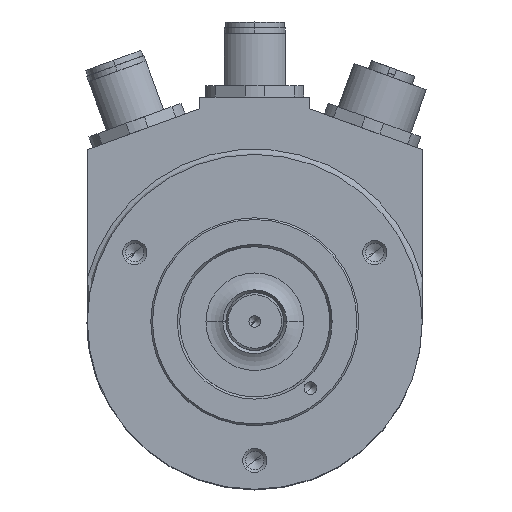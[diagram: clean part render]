
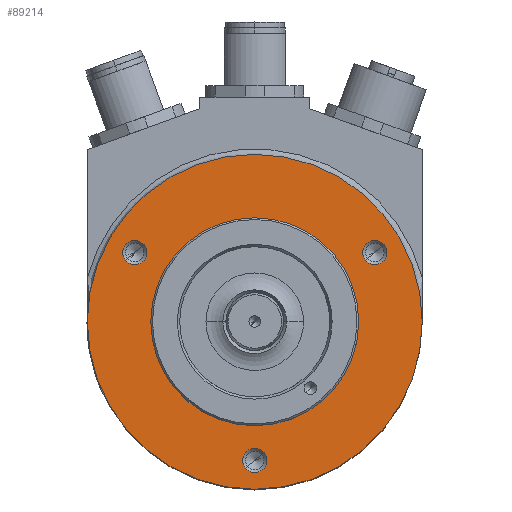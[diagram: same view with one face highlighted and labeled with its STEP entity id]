
A CAD part, top view. The second image highlights one B-rep face of the part: STEP entity #89214.
In plain terms, the highlighted planar face has unit normal (0, 0, 1).
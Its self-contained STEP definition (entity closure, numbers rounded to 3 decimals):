
#8339=CARTESIAN_POINT('',(0.,0.,15.5));
#8340=DIRECTION('',(0.,0.,-1.));
#8341=DIRECTION('',(-0.766,-0.643,0.));
#8342=AXIS2_PLACEMENT_3D('',#8339,#8340,#8341);
#8344=CARTESIAN_POINT('',(0.,0.,15.5));
#8345=DIRECTION('',(0.,0.,-1.));
#8346=DIRECTION('',(0.766,0.643,0.));
#8347=AXIS2_PLACEMENT_3D('',#8344,#8345,#8346);
#8349=CARTESIAN_POINT('',(0.,0.,15.5));
#8350=DIRECTION('',(0.,0.,1.));
#8351=DIRECTION('',(0.866,0.5,0.));
#8352=AXIS2_PLACEMENT_3D('',#8349,#8350,#8351);
#8354=CARTESIAN_POINT('',(0.,0.,15.5));
#8355=DIRECTION('',(0.,0.,1.));
#8356=DIRECTION('',(-0.866,-0.5,0.));
#8357=AXIS2_PLACEMENT_3D('',#8354,#8355,#8356);
#8359=CARTESIAN_POINT('',(20.785,12.,15.5));
#8360=DIRECTION('',(0.,0.,1.));
#8361=DIRECTION('',(0.766,0.643,0.));
#8362=AXIS2_PLACEMENT_3D('',#8359,#8360,#8361);
#8364=CARTESIAN_POINT('',(20.785,12.,15.5));
#8365=DIRECTION('',(0.,0.,1.));
#8366=DIRECTION('',(-0.766,-0.643,0.));
#8367=AXIS2_PLACEMENT_3D('',#8364,#8365,#8366);
#8369=CARTESIAN_POINT('',(-20.785,12.,15.5));
#8370=DIRECTION('',(0.,0.,1.));
#8371=DIRECTION('',(0.766,0.643,0.));
#8372=AXIS2_PLACEMENT_3D('',#8369,#8370,#8371);
#8374=CARTESIAN_POINT('',(-20.785,12.,15.5));
#8375=DIRECTION('',(0.,0.,1.));
#8376=DIRECTION('',(-0.766,-0.643,0.));
#8377=AXIS2_PLACEMENT_3D('',#8374,#8375,#8376);
#8379=CARTESIAN_POINT('',(0.,-24.,15.5));
#8380=DIRECTION('',(0.,0.,1.));
#8381=DIRECTION('',(0.766,0.643,0.));
#8382=AXIS2_PLACEMENT_3D('',#8379,#8380,#8381);
#8384=CARTESIAN_POINT('',(0.,-24.,15.5));
#8385=DIRECTION('',(0.,0.,1.));
#8386=DIRECTION('',(-0.766,-0.643,0.));
#8387=AXIS2_PLACEMENT_3D('',#8384,#8385,#8386);
#68127=CARTESIAN_POINT('',(15.588,9.,15.5));
#68128=VERTEX_POINT('',#68127);
#68129=CARTESIAN_POINT('',(-15.588,-9.,15.5));
#68130=VERTEX_POINT('',#68129);
#68131=CARTESIAN_POINT('',(-22.215,-18.641,15.5));
#68132=CARTESIAN_POINT('',(22.215,18.641,15.5));
#68133=VERTEX_POINT('',#68131);
#68134=VERTEX_POINT('',#68132);
#68135=CARTESIAN_POINT('',(22.393,13.35,15.5));
#68136=CARTESIAN_POINT('',(19.176,10.65,15.5));
#68137=VERTEX_POINT('',#68135);
#68138=VERTEX_POINT('',#68136);
#68139=CARTESIAN_POINT('',(-19.176,13.35,15.5));
#68140=CARTESIAN_POINT('',(-22.393,10.65,15.5));
#68141=VERTEX_POINT('',#68139);
#68142=VERTEX_POINT('',#68140);
#68143=CARTESIAN_POINT('',(1.609,-22.65,15.5));
#68144=CARTESIAN_POINT('',(-1.609,-25.35,15.5));
#68145=VERTEX_POINT('',#68143);
#68146=VERTEX_POINT('',#68144);
#89180=CARTESIAN_POINT('',(0.,0.,15.5));
#89181=DIRECTION('',(0.,0.,1.));
#89182=DIRECTION('',(0.866,0.5,0.));
#89183=AXIS2_PLACEMENT_3D('',#89180,#89181,#89182);
#89184=PLANE('',#89183);
#89185=ORIENTED_EDGE('',*,*,#89170,.T.);
#89187=ORIENTED_EDGE('',*,*,#89186,.T.);
#89188=EDGE_LOOP('',(#89185,#89187));
#89189=FACE_OUTER_BOUND('',#89188,.F.);
#89191=ORIENTED_EDGE('',*,*,#89190,.T.);
#89193=ORIENTED_EDGE('',*,*,#89192,.T.);
#89194=EDGE_LOOP('',(#89191,#89193));
#89195=FACE_BOUND('',#89194,.F.);
#89197=ORIENTED_EDGE('',*,*,#89196,.T.);
#89199=ORIENTED_EDGE('',*,*,#89198,.T.);
#89200=EDGE_LOOP('',(#89197,#89199));
#89201=FACE_BOUND('',#89200,.F.);
#89203=ORIENTED_EDGE('',*,*,#89202,.T.);
#89205=ORIENTED_EDGE('',*,*,#89204,.T.);
#89206=EDGE_LOOP('',(#89203,#89205));
#89207=FACE_BOUND('',#89206,.F.);
#89209=ORIENTED_EDGE('',*,*,#89208,.T.);
#89211=ORIENTED_EDGE('',*,*,#89210,.T.);
#89212=EDGE_LOOP('',(#89209,#89211));
#89213=FACE_BOUND('',#89212,.F.);
#8343=CIRCLE('',#8342,29.);
#8348=CIRCLE('',#8347,29.);
#8353=CIRCLE('',#8352,18.);
#8358=CIRCLE('',#8357,18.);
#8363=CIRCLE('',#8362,2.1);
#8368=CIRCLE('',#8367,2.1);
#8373=CIRCLE('',#8372,2.1);
#8378=CIRCLE('',#8377,2.1);
#8383=CIRCLE('',#8382,2.1);
#8388=CIRCLE('',#8387,2.1);
#89170=EDGE_CURVE('',#68133,#68134,#8343,.T.);
#89186=EDGE_CURVE('',#68134,#68133,#8348,.T.);
#89190=EDGE_CURVE('',#68128,#68130,#8353,.T.);
#89192=EDGE_CURVE('',#68130,#68128,#8358,.T.);
#89196=EDGE_CURVE('',#68137,#68138,#8363,.T.);
#89198=EDGE_CURVE('',#68138,#68137,#8368,.T.);
#89202=EDGE_CURVE('',#68141,#68142,#8373,.T.);
#89204=EDGE_CURVE('',#68142,#68141,#8378,.T.);
#89208=EDGE_CURVE('',#68145,#68146,#8383,.T.);
#89210=EDGE_CURVE('',#68146,#68145,#8388,.T.);
#89214=ADVANCED_FACE('',(#89189,#89195,#89201,#89207,#89213),#89184,.T.);
